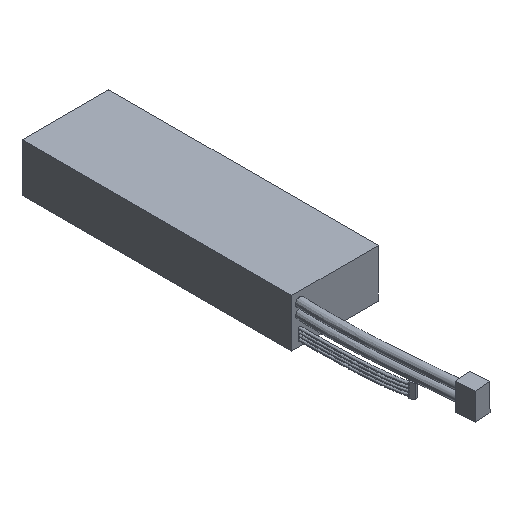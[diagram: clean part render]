
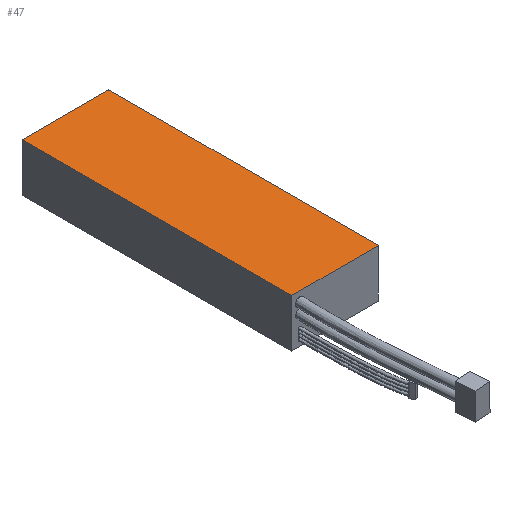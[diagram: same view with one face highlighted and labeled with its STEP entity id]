
A CAD part, isometric view. The second image highlights one B-rep face of the part: STEP entity #47.
In plain terms, the highlighted planar face has unit normal (0, 0, 1).
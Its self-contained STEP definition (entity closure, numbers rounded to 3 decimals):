
#47=ADVANCED_FACE('',(#77),#493,.T.);
#77=FACE_OUTER_BOUND('',#119,.T.);
#119=EDGE_LOOP('',(#236,#237,#238,#239));
#236=ORIENTED_EDGE('',*,*,#318,.F.);
#237=ORIENTED_EDGE('',*,*,#322,.F.);
#238=ORIENTED_EDGE('',*,*,#325,.F.);
#239=ORIENTED_EDGE('',*,*,#339,.F.);
#318=EDGE_CURVE('',#454,#455,#394,.T.);
#322=EDGE_CURVE('',#457,#454,#398,.T.);
#325=EDGE_CURVE('',#459,#457,#401,.T.);
#339=EDGE_CURVE('',#455,#459,#415,.T.);
#394=B_SPLINE_CURVE_WITH_KNOTS('',1,(#2190,#2191),.UNSPECIFIED.,.F.,.F.,
(2,2),(0.,45.),.UNSPECIFIED.);
#398=B_SPLINE_CURVE_WITH_KNOTS('',1,(#2198,#2199),.UNSPECIFIED.,.F.,.F.,
(2,2),(0.,140.),.UNSPECIFIED.);
#401=B_SPLINE_CURVE_WITH_KNOTS('',1,(#2204,#2205),.UNSPECIFIED.,.F.,.F.,
(2,2),(0.,45.),.UNSPECIFIED.);
#415=B_SPLINE_CURVE_WITH_KNOTS('',1,(#2364,#2365),.UNSPECIFIED.,.F.,.F.,
(2,2),(0.,140.),.UNSPECIFIED.);
#454=VERTEX_POINT('',#1620);
#455=VERTEX_POINT('',#1621);
#457=VERTEX_POINT('',#1623);
#459=VERTEX_POINT('',#1625);
#493=PLANE('',#599);
#599=AXIS2_PLACEMENT_3D('',#981,#620,$);
#620=DIRECTION('',(0.,0.,1.));
#981=CARTESIAN_POINT('',(-32.648,-97.915,35.419));
#1620=CARTESIAN_POINT('',(-82.16,-111.927,35.419));
#1621=CARTESIAN_POINT('',(-37.16,-111.927,35.419));
#1623=CARTESIAN_POINT('',(-82.16,-251.927,35.419));
#1625=CARTESIAN_POINT('',(-37.16,-251.927,35.419));
#2190=CARTESIAN_POINT('',(-82.16,-111.927,35.419));
#2191=CARTESIAN_POINT('',(-37.16,-111.927,35.419));
#2198=CARTESIAN_POINT('',(-82.16,-251.927,35.419));
#2199=CARTESIAN_POINT('',(-82.16,-111.927,35.419));
#2204=CARTESIAN_POINT('',(-37.16,-251.927,35.419));
#2205=CARTESIAN_POINT('',(-82.16,-251.927,35.419));
#2364=CARTESIAN_POINT('',(-37.16,-111.927,35.419));
#2365=CARTESIAN_POINT('',(-37.16,-251.927,35.419));
